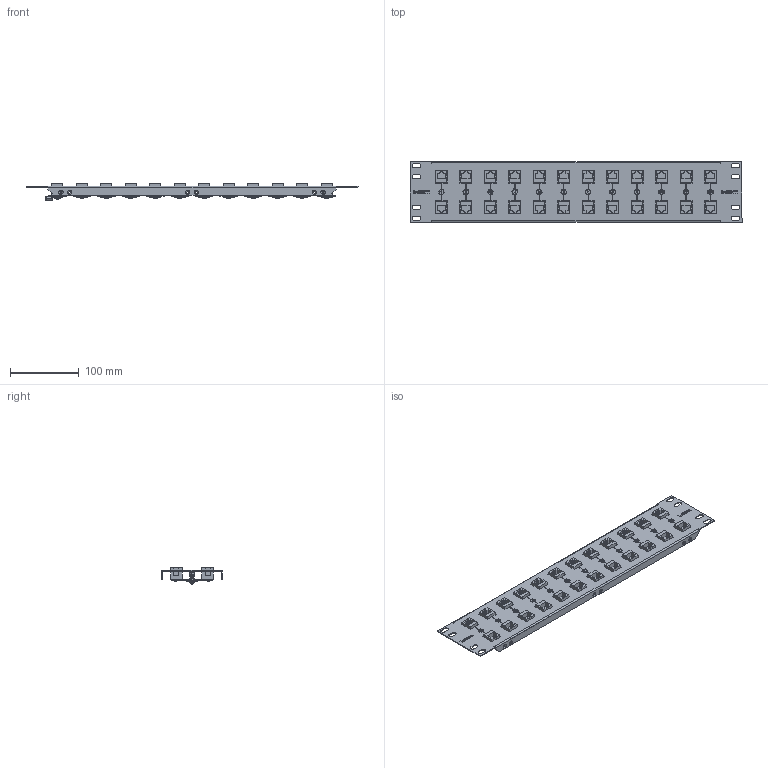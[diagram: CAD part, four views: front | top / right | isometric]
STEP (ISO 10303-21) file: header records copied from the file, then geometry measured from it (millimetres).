
FILE_DESCRIPTION (( 'STEP AP214' ), '1' );
FILE_NAME ('RMSP-CAT6-12.STEP', '2014-01-08T15:44:14', ( 'L-Com' ), ( 'L-Com Global Connectivity' ), 'SwSTEP 2.0', 'SolidWorks 2012', '' );
FILE_SCHEMA (( 'AUTOMOTIVE_DESIGN' ));
Length unit declared in the file: inch
Products named in the file (9): XCT-0012; 1AJ02-063; HYP284 Rev-1; 1AJ03-012; 1AP15-009; Port Numbering; pem_8-32x.5_standoff; RMSP-CAT6-12
Assembly tree (52 placements, depth 3):
  RMSP-CAT6-12
    1AP15-009
      1AP15-009
      pem_8-32x.5_standoff  x12
      Port Numbering
    1AJ03-012  x12
    HYP284 Rev-1  x12
    1AJ02-063  x12
    XCT-0012
Bounding box: 482.6 x 88.39 x 23.7 mm (x, y, z)
Volume: 169980.5 mm3; surface area: 182597.9 mm2
Topology: 65 solids, 65 shells, 3979 faces, 9715 edges, 6174 vertices
Faces by surface type: plane 2237, cone 816, cylinder 660, torus 139, bspline 123, sphere 4
Entity records: 43588 total; most frequent: CARTESIAN_POINT 10443, ORIENTED_EDGE 5074, DIRECTION 4507, EDGE_CURVE 2537, LINE 1873, VECTOR 1873, VERTEX_POINT 1653, AXIS2_PLACEMENT_3D 1317
